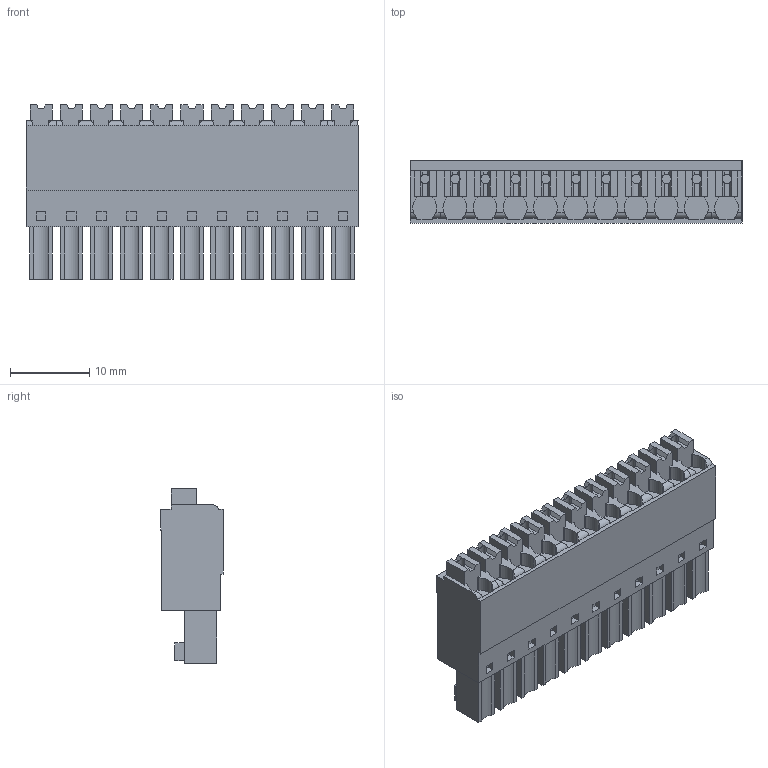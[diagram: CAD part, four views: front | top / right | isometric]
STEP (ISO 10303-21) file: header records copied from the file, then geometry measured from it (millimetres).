
FILE_DESCRIPTION(('CATIA V5 STEP Exchange','CAx-IF Rec.Pracs.--- Model Styling and Organization---1.2---2011-12-15'),'2;1');
FILE_NAME ('D1460659_0', '2017-07-25T12:58:36+00:00', ('none'), ('Weidmueller'), 'CATIA Version 5-6 Release 2014', 'CATIA V5 STEP AP214', 'none');
FILE_SCHEMA(('AUTOMOTIVE_DESIGN { 1 0 10303 214 1 1 1 1 }'));
Length unit declared in the file: millimetre
Products named in the file (1): 1970170000
Bounding box: 41.91 x 7.9 x 22 mm (x, y, z)
Volume: 5039.6 mm3; surface area: 4376.9 mm2
Topology: 12 solids, 12 shells, 665 faces, 1783 edges, 1186 vertices
Faces by surface type: plane 541, cylinder 124
Entity records: 19817 total; most frequent: CARTESIAN_POINT 3688, ORIENTED_EDGE 3566, DIRECTION 2472, EDGE_CURVE 1783, VECTOR 1449, LINE 1449, VERTEX_POINT 1186, EDGE_LOOP 731
